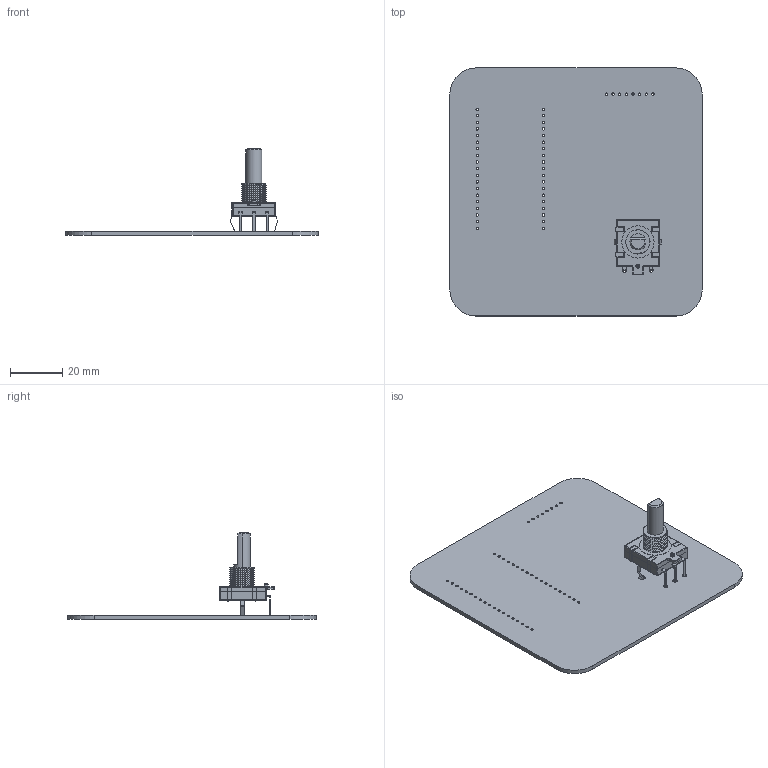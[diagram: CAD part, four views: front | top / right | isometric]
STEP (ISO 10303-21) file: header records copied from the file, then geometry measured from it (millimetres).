
FILE_DESCRIPTION(('Designed by EasyEDA Pro'),'2;1');
FILE_NAME('Open CASCADE Shape Model','2024-11-15T22:28:28',('Author'),( 'Open CASCADE'),'Open CASCADE STEP processor 7.8','Open CASCADE 7.8' ,'Unknown');
FILE_SCHEMA(('AUTOMOTIVE_DESIGN { 1 0 10303 214 1 1 1 1 }'));
Length unit declared in the file: millimetre
Products named in the file (7): PCBModel; TopTrack; BottomTrack; Board; 5ZfR-SW2; SW1; COMPOUND
Assembly tree (6 placements, depth 4):
  PCBModel
    TopTrack
    BottomTrack
    Board
    5ZfR-SW2
      SW1
        COMPOUND
Bounding box: 96.75 x 95.1 x 33.27 mm (x, y, z)
Volume: 16896.1 mm3; surface area: 21868 mm2
Topology: 26 solids, 26 shells, 617 faces, 1637 edges, 1076 vertices
Faces by surface type: plane 318, cylinder 164, bspline 114, sphere 12, torus 6, cone 3
Entity records: 26054 total; most frequent: CARTESIAN_POINT 6751, ORIENTED_EDGE 3248, DIRECTION 2688, EDGE_CURVE 1624, VERTEX_POINT 1074, LINE 1024, VECTOR 1024, AXIS2_PLACEMENT_3D 832
